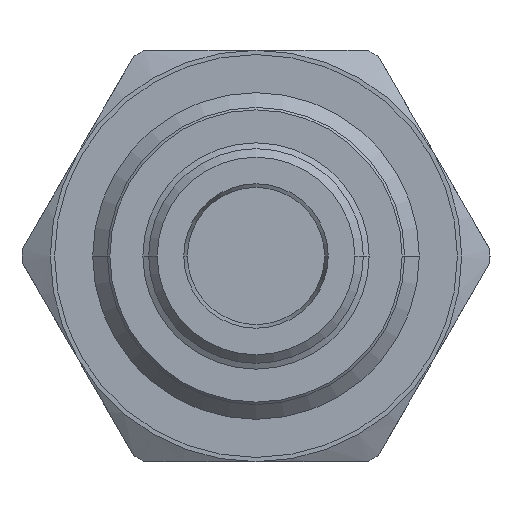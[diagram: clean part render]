
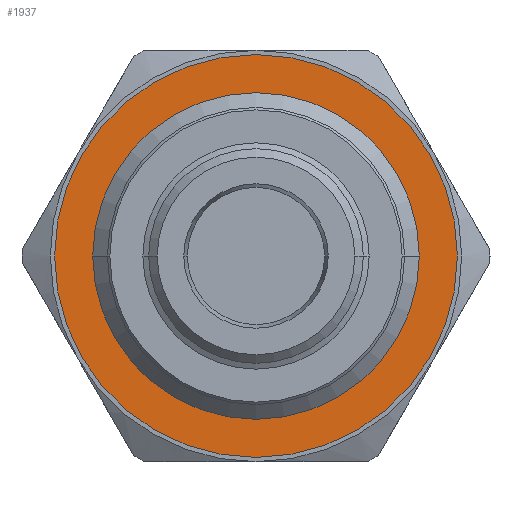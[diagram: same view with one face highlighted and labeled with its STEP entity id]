
A CAD part, left-side view. The second image highlights one B-rep face of the part: STEP entity #1937.
In plain terms, the highlighted planar face has unit normal (-1, 0, 0).
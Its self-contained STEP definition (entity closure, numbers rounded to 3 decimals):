
#485=CARTESIAN_POINT('',(0.,0.,0.));
#486=DIRECTION('',(1.,0.,0.));
#487=DIRECTION('',(0.,1.,0.));
#488=AXIS2_PLACEMENT_3D('',#485,#486,#487);
#490=CARTESIAN_POINT('',(0.,0.,0.));
#491=DIRECTION('',(1.,0.,0.));
#492=DIRECTION('',(0.,-1.,0.));
#493=AXIS2_PLACEMENT_3D('',#490,#491,#492);
#495=CARTESIAN_POINT('',(0.,0.,0.));
#496=DIRECTION('',(-1.,0.,0.));
#497=DIRECTION('',(0.,1.,0.));
#498=AXIS2_PLACEMENT_3D('',#495,#496,#497);
#500=CARTESIAN_POINT('',(0.,0.,0.));
#501=DIRECTION('',(-1.,0.,0.));
#502=DIRECTION('',(0.,-1.,0.));
#503=AXIS2_PLACEMENT_3D('',#500,#501,#502);
#1267=CARTESIAN_POINT('',(0.,11.75,0.));
#1268=VERTEX_POINT('',#1267);
#1269=CARTESIAN_POINT('',(0.,-11.75,0.));
#1270=VERTEX_POINT('',#1269);
#1271=CARTESIAN_POINT('',(0.,9.2,0.));
#1272=CARTESIAN_POINT('',(0.,-9.2,0.));
#1273=VERTEX_POINT('',#1271);
#1274=VERTEX_POINT('',#1272);
#1922=CARTESIAN_POINT('',(0.,0.,0.));
#1923=DIRECTION('',(1.,0.,0.));
#1924=DIRECTION('',(0.,-1.,0.));
#1925=AXIS2_PLACEMENT_3D('',#1922,#1923,#1924);
#1926=PLANE('',#1925);
#1927=ORIENTED_EDGE('',*,*,#1917,.T.);
#1928=ORIENTED_EDGE('',*,*,#1901,.T.);
#1929=EDGE_LOOP('',(#1927,#1928));
#1930=FACE_OUTER_BOUND('',#1929,.F.);
#1932=ORIENTED_EDGE('',*,*,#1931,.T.);
#1934=ORIENTED_EDGE('',*,*,#1933,.T.);
#1935=EDGE_LOOP('',(#1932,#1934));
#1936=FACE_BOUND('',#1935,.F.);
#489=CIRCLE('',#488,11.75);
#494=CIRCLE('',#493,11.75);
#499=CIRCLE('',#498,9.2);
#504=CIRCLE('',#503,9.2);
#1901=EDGE_CURVE('',#1270,#1268,#494,.T.);
#1917=EDGE_CURVE('',#1268,#1270,#489,.T.);
#1931=EDGE_CURVE('',#1273,#1274,#499,.T.);
#1933=EDGE_CURVE('',#1274,#1273,#504,.T.);
#1937=ADVANCED_FACE('',(#1930,#1936),#1926,.F.);
